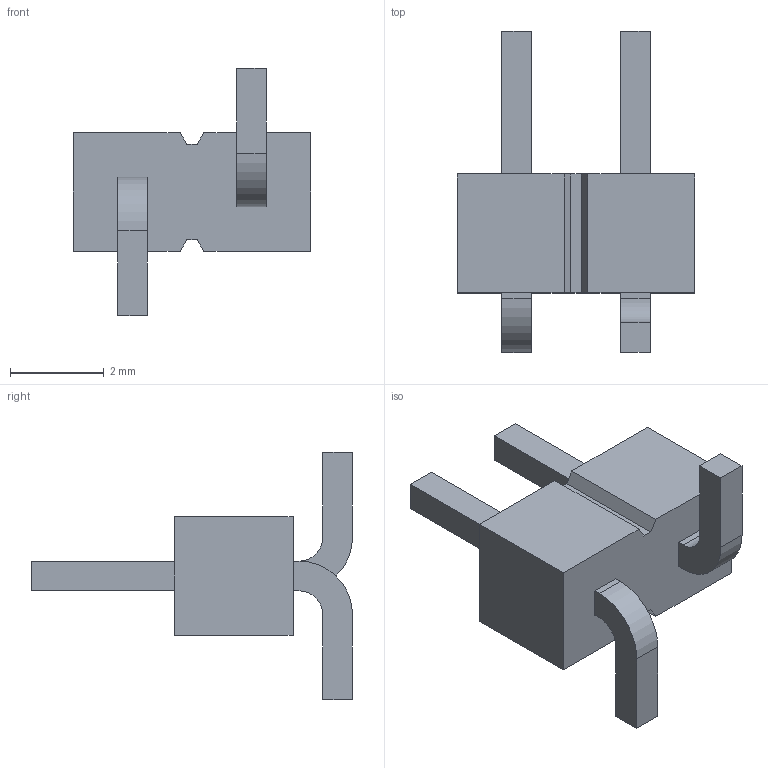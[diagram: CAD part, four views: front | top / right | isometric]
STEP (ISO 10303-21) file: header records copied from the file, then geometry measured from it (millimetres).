
FILE_DESCRIPTION( ( 'STEP AP214' ), '1' );
FILE_NAME( 'TSM-102-04-T-SV.stp', '2019-10-31T10:09:17', ( '' ), ( '' ), ' ', 'PARTsolutions', ' ' );
FILE_SCHEMA( ( 'AUTOMOTIVE_DESIGN { 1 0 10303 214 1 1 1 1 }' ) );
Length unit declared in the file: inch
Products named in the file (3): TSM-102-04-T-SV; _TSM-102-04-SV_body; _T-1S6-21(-04-2-SV)
Assembly tree (2 placements, depth 2):
  TSM-102-04-T-SV
    _TSM-102-04-SV_body
    _T-1S6-21(-04-2-SV)
Bounding box: 5.08 x 6.86 x 5.28 mm (x, y, z)
Volume: 37.6 mm3; surface area: 126.8 mm2
Topology: 2 solids, 2 shells, 52 faces, 144 edges, 96 vertices
Faces by surface type: plane 48, cylinder 4
Entity records: 2114 total; most frequent: CARTESIAN_POINT 295, ORIENTED_EDGE 288, DIRECTION 262, EDGE_CURVE 144, LINE 136, VECTOR 136, VERTEX_POINT 96, AXIS2_PLACEMENT_3D 63
